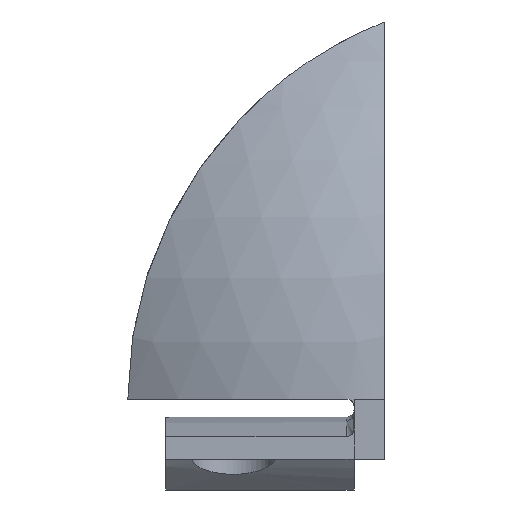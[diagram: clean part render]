
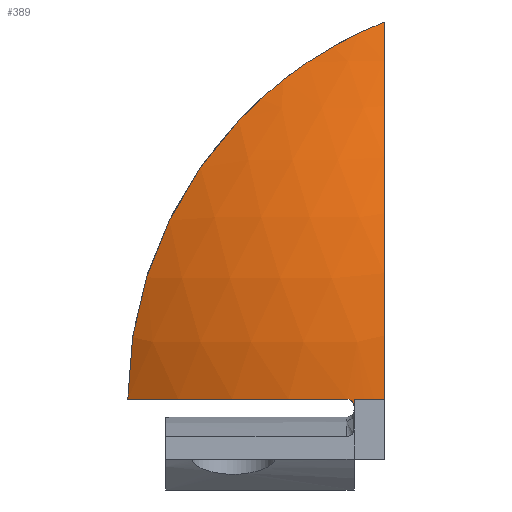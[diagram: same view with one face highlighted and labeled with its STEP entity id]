
A CAD part, left-side view. The second image highlights one B-rep face of the part: STEP entity #389.
In plain terms, the highlighted spherical face has radius 59.8 mm.
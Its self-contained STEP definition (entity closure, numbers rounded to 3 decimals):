
#51 = VERTEX_POINT('',#52);
#52 = CARTESIAN_POINT('',(9.498,0.,50.007));
#137 = VERTEX_POINT('',#138);
#138 = CARTESIAN_POINT('',(-17.301,5.,0.));
#154 = VERTEX_POINT('',#155);
#155 = CARTESIAN_POINT('',(-6.904,34.,0.));
#161 = EDGE_CURVE('',#154,#137,#162,.T.);
#162 = CIRCLE('',#163,59.8);
#163 = AXIS2_PLACEMENT_3D('',#164,#165,#166);
#164 = CARTESIAN_POINT('',(42.29,0.,0.));
#165 = DIRECTION('',(0.,0.,1.));
#166 = DIRECTION('',(1.,0.,0.));
#186 = EDGE_CURVE('',#137,#187,#189,.T.);
#187 = VERTEX_POINT('',#188);
#188 = CARTESIAN_POINT('',(-17.368,4.,-1.));
#189 = B_SPLINE_CURVE_WITH_KNOTS('',6,(#190,#191,#192,#193,#194,#195,
    #196,#197,#198,#199,#200,#201,#202,#203,#204,#205,#206,#207,#208,
    #209,#210,#211),.UNSPECIFIED.,.F.,.F.,(7,5,5,5,7),(0.,0.382,
    0.545,0.875,1.),.UNSPECIFIED.);
#190 = CARTESIAN_POINT('',(-17.301,5.,0.));
#191 = CARTESIAN_POINT('',(-17.309,4.9,0.));
#192 = CARTESIAN_POINT('',(-17.317,4.8,
    -0.012));
#193 = CARTESIAN_POINT('',(-17.325,4.702,
    -0.036));
#194 = CARTESIAN_POINT('',(-17.332,4.607,
    -0.072));
#195 = CARTESIAN_POINT('',(-17.339,4.518,-0.118
    ));
#196 = CARTESIAN_POINT('',(-17.348,4.4,
    -0.199));
#197 = CARTESIAN_POINT('',(-17.35,4.366,
    -0.225));
#198 = CARTESIAN_POINT('',(-17.352,4.334,
    -0.252));
#199 = CARTESIAN_POINT('',(-17.354,4.303,-0.281
    ));
#200 = CARTESIAN_POINT('',(-17.356,4.273,-0.312)
  );
#201 = CARTESIAN_POINT('',(-17.362,4.188,-0.409
    ));
#202 = CARTESIAN_POINT('',(-17.365,4.139,
    -0.48));
#203 = CARTESIAN_POINT('',(-17.367,4.096,
    -0.556));
#204 = CARTESIAN_POINT('',(-17.369,4.062,
    -0.636));
#205 = CARTESIAN_POINT('',(-17.369,4.036,-0.719)
  );
#206 = CARTESIAN_POINT('',(-17.369,4.013,
    -0.836));
#207 = CARTESIAN_POINT('',(-17.369,4.008,
    -0.869));
#208 = CARTESIAN_POINT('',(-17.369,4.004,
    -0.901));
#209 = CARTESIAN_POINT('',(-17.369,4.001,
    -0.934));
#210 = CARTESIAN_POINT('',(-17.368,4.,-0.967));
#211 = CARTESIAN_POINT('',(-17.368,4.,-1.));
#229 = EDGE_CURVE('',#154,#51,#230,.T.);
#230 = B_SPLINE_CURVE_WITH_KNOTS('',6,(#231,#232,#233,#234,#235,#236,
    #237,#238,#239,#240,#241,#242,#243,#244,#245,#246,#247,#248,#249,
    #250,#251,#252,#253,#254,#255,#256,#257),.UNSPECIFIED.,.F.,.F.,(7,5,
    5,5,5,7),(0.,0.198,0.399,0.598,
    0.792,1.),.UNSPECIFIED.);
#231 = CARTESIAN_POINT('',(-6.904,34.,0.));
#232 = CARTESIAN_POINT('',(-6.904,34.,2.294));
#233 = CARTESIAN_POINT('',(-6.857,33.883,4.588
    ));
#234 = CARTESIAN_POINT('',(-6.762,33.648,
    6.873));
#235 = CARTESIAN_POINT('',(-6.621,33.297,
    9.137));
#236 = CARTESIAN_POINT('',(-6.433,32.833,
    11.372));
#237 = CARTESIAN_POINT('',(-5.963,31.679,
    15.796));
#238 = CARTESIAN_POINT('',(-5.679,30.986,
    17.985));
#239 = CARTESIAN_POINT('',(-5.348,30.186,
    20.125));
#240 = CARTESIAN_POINT('',(-4.972,29.283,
    22.209));
#241 = CARTESIAN_POINT('',(-4.552,28.284,
    24.229));
#242 = CARTESIAN_POINT('',(-3.628,26.117,
    28.118));
#243 = CARTESIAN_POINT('',(-3.124,24.948,
    29.989));
#244 = CARTESIAN_POINT('',(-2.579,23.699,
    31.785));
#245 = CARTESIAN_POINT('',(-1.993,22.378,
    33.5));
#246 = CARTESIAN_POINT('',(-1.368,20.991,
    35.133));
#247 = CARTESIAN_POINT('',(-0.059,18.147,
    38.183));
#248 = CARTESIAN_POINT('',(0.621,16.692,39.604
    ));
#249 = CARTESIAN_POINT('',(1.337,15.191,
    40.943));
#250 = CARTESIAN_POINT('',(2.088,13.652,42.197
    ));
#251 = CARTESIAN_POINT('',(2.871,12.081,
    43.366));
#252 = CARTESIAN_POINT('',(4.564,8.778,45.616
    ));
#253 = CARTESIAN_POINT('',(5.478,7.041,46.683)
  );
#254 = CARTESIAN_POINT('',(6.428,5.286,47.653
    ));
#255 = CARTESIAN_POINT('',(7.415,3.521,48.529
    ));
#256 = CARTESIAN_POINT('',(8.438,1.756,49.312)
  );
#257 = CARTESIAN_POINT('',(9.498,0.,50.007));
#280 = VERTEX_POINT('',#281);
#281 = CARTESIAN_POINT('',(-17.376,4.,0.));
#287 = EDGE_CURVE('',#280,#187,#288,.T.);
#288 = B_SPLINE_CURVE_WITH_KNOTS('',4,(#289,#290,#291,#292,#293),
  .UNSPECIFIED.,.F.,.F.,(5,5),(0.,1.),.PIECEWISE_BEZIER_KNOTS.);
#289 = CARTESIAN_POINT('',(-17.376,4.,0.));
#290 = CARTESIAN_POINT('',(-17.376,4.,-0.25));
#291 = CARTESIAN_POINT('',(-17.375,4.,-0.5));
#292 = CARTESIAN_POINT('',(-17.372,4.,-0.75));
#293 = CARTESIAN_POINT('',(-17.368,4.,-1.));
#328 = EDGE_CURVE('',#329,#51,#331,.T.);
#329 = VERTEX_POINT('',#330);
#330 = CARTESIAN_POINT('',(-17.51,0.,0.));
#331 = CIRCLE('',#332,59.8);
#332 = AXIS2_PLACEMENT_3D('',#333,#334,#335);
#333 = CARTESIAN_POINT('',(42.29,0.,0.));
#334 = DIRECTION('',(0.,1.,-0.));
#335 = DIRECTION('',(-1.,0.,0.));
#389 = ADVANCED_FACE('',(#390),#404,.T.);
#390 = FACE_BOUND('',#391,.T.);
#391 = EDGE_LOOP('',(#392,#393,#394,#395,#402,#403));
#392 = ORIENTED_EDGE('',*,*,#161,.T.);
#393 = ORIENTED_EDGE('',*,*,#186,.T.);
#394 = ORIENTED_EDGE('',*,*,#287,.F.);
#395 = ORIENTED_EDGE('',*,*,#396,.T.);
#396 = EDGE_CURVE('',#280,#329,#397,.T.);
#397 = CIRCLE('',#398,59.8);
#398 = AXIS2_PLACEMENT_3D('',#399,#400,#401);
#399 = CARTESIAN_POINT('',(42.29,0.,0.));
#400 = DIRECTION('',(0.,0.,1.));
#401 = DIRECTION('',(1.,0.,0.));
#402 = ORIENTED_EDGE('',*,*,#328,.T.);
#403 = ORIENTED_EDGE('',*,*,#229,.F.);
#404 = SPHERICAL_SURFACE('',#405,59.8);
#405 = AXIS2_PLACEMENT_3D('',#406,#407,#408);
#406 = CARTESIAN_POINT('',(42.29,0.,0.));
#407 = DIRECTION('',(0.,0.,1.));
#408 = DIRECTION('',(1.,0.,0.));
